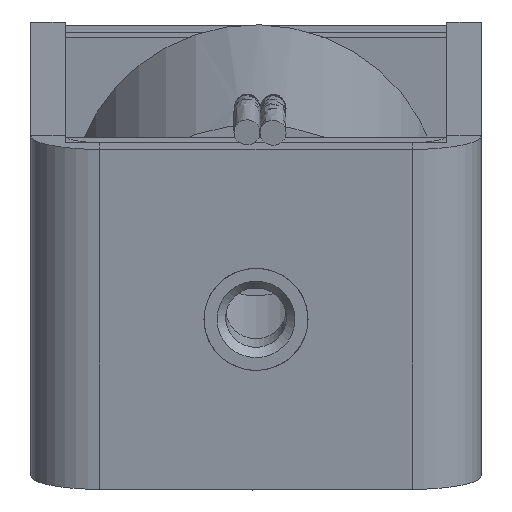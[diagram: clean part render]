
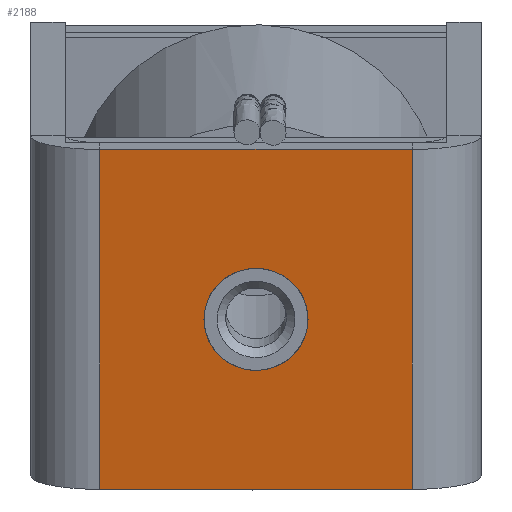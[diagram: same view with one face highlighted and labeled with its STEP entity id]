
A CAD part, front view. The second image highlights one B-rep face of the part: STEP entity #2188.
In plain terms, the highlighted face is planar.
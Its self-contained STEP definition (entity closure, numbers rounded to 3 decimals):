
#154=LINE('',#3444,#316);
#177=LINE('',#3491,#339);
#189=LINE('',#3523,#351);
#190=LINE('',#3525,#352);
#316=VECTOR('',#2772,10.);
#339=VECTOR('',#2815,10.);
#351=VECTOR('',#2861,10.);
#352=VECTOR('',#2864,10.);
#480=PLANE('',#2504);
#548=FACE_BOUND('',#776,.T.);
#622=FACE_OUTER_BOUND('',#775,.T.);
#775=EDGE_LOOP('',(#1677,#1678,#1679,#1680));
#776=EDGE_LOOP('',(#1681));
#937=CIRCLE('',#2503,3.);
#1054=VERTEX_POINT('',#3425);
#1059=VERTEX_POINT('',#3439);
#1073=VERTEX_POINT('',#3489);
#1076=VERTEX_POINT('',#3515);
#1077=VERTEX_POINT('',#3527);
#1266=EDGE_CURVE('',#1054,#1059,#154,.T.);
#1289=EDGE_CURVE('',#1073,#1059,#177,.T.);
#1306=EDGE_CURVE('',#1073,#1076,#189,.T.);
#1307=EDGE_CURVE('',#1054,#1076,#190,.T.);
#1308=EDGE_CURVE('',#1077,#1077,#937,.T.);
#1677=ORIENTED_EDGE('',*,*,#1266,.T.);
#1678=ORIENTED_EDGE('',*,*,#1289,.F.);
#1679=ORIENTED_EDGE('',*,*,#1306,.T.);
#1680=ORIENTED_EDGE('',*,*,#1307,.F.);
#1681=ORIENTED_EDGE('',*,*,#1308,.T.);
#2188=ADVANCED_FACE('',(#622,#548),#480,.T.);
#2503=AXIS2_PLACEMENT_3D('',#3528,#2867,#2868);
#2504=AXIS2_PLACEMENT_3D('',#3529,#2869,#2870);
#2772=DIRECTION('',(0.,0.,1.));
#2815=DIRECTION('',(-1.,0.,0.));
#2861=DIRECTION('',(0.,0.,-1.));
#2864=DIRECTION('',(1.,0.,0.));
#2867=DIRECTION('center_axis',(0.,-1.,0.));
#2868=DIRECTION('ref_axis',(1.,0.,0.));
#2869=DIRECTION('center_axis',(0.,1.,0.));
#2870=DIRECTION('ref_axis',(0.,0.,1.));
#3425=CARTESIAN_POINT('',(-9.,2.,-10.));
#3439=CARTESIAN_POINT('',(-9.,2.,10.));
#3444=CARTESIAN_POINT('',(-9.,2.,5.));
#3489=CARTESIAN_POINT('',(9.,2.,10.));
#3491=CARTESIAN_POINT('',(13.,2.,10.));
#3515=CARTESIAN_POINT('',(9.,2.,-10.));
#3523=CARTESIAN_POINT('',(9.,2.,5.));
#3525=CARTESIAN_POINT('',(-13.,2.,-10.));
#3527=CARTESIAN_POINT('',(-3.,2.,0.));
#3528=CARTESIAN_POINT('Origin',(0.,2.,0.));
#3529=CARTESIAN_POINT('Origin',(0.,2.,0.));
